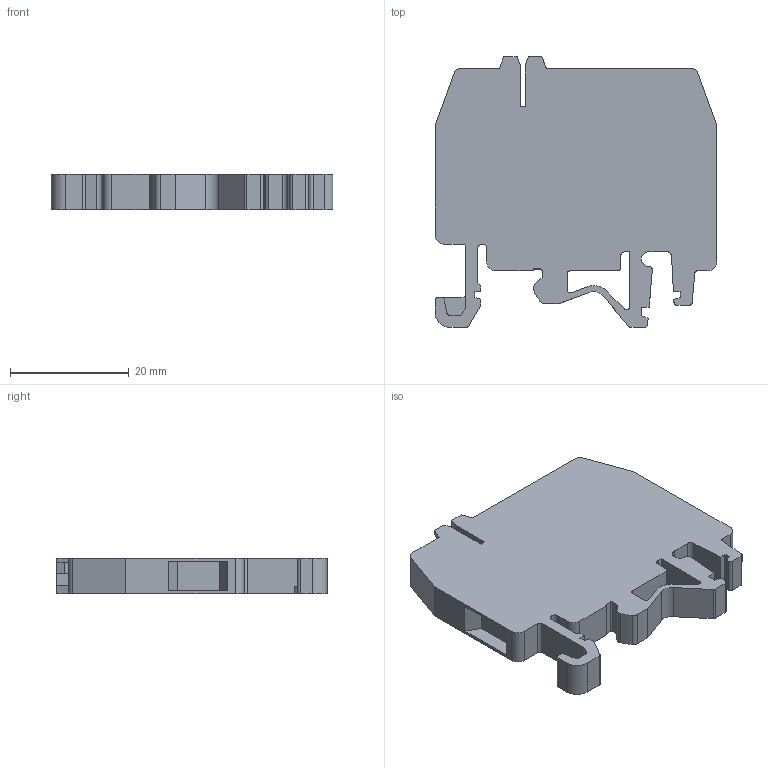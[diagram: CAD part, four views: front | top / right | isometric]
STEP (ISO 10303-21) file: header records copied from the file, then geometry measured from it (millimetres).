
FILE_DESCRIPTION(('CoCreate Modeling STEP Export'),'2;1');
FILE_NAME('Mvfa.4.stp','2011-07-08T 9:38:19',(''),(''),'CoCreate Modeling STEP processor for AP214 (Solid Model)','CoCreate Modeling 17.0 01-Apr-2010 (C) Parametric Technology GmbH','');
FILE_SCHEMA(('AUTOMOTIVE_DESIGN { 1 0 10303 214 1 1 1 1 }'));
Length unit declared in the file: millimetre
Products named in the file (2): MPFA.4
Assembly tree (1 placements, depth 2):
  MPFA.4
    MPFA.4
Bounding box: 47.4 x 45.5 x 6 mm (x, y, z)
Volume: 9103 mm3; surface area: 5697.6 mm2
Topology: 1 solids, 1 shells, 157 faces, 448 edges, 298 vertices
Faces by surface type: plane 115, cylinder 42
Entity records: 5008 total; most frequent: ORIENTED_EDGE 896, CARTESIAN_POINT 878, DIRECTION 800, EDGE_CURVE 448, VECTOR 360, LINE 360, VERTEX_POINT 298, AXIS2_PLACEMENT_3D 220
